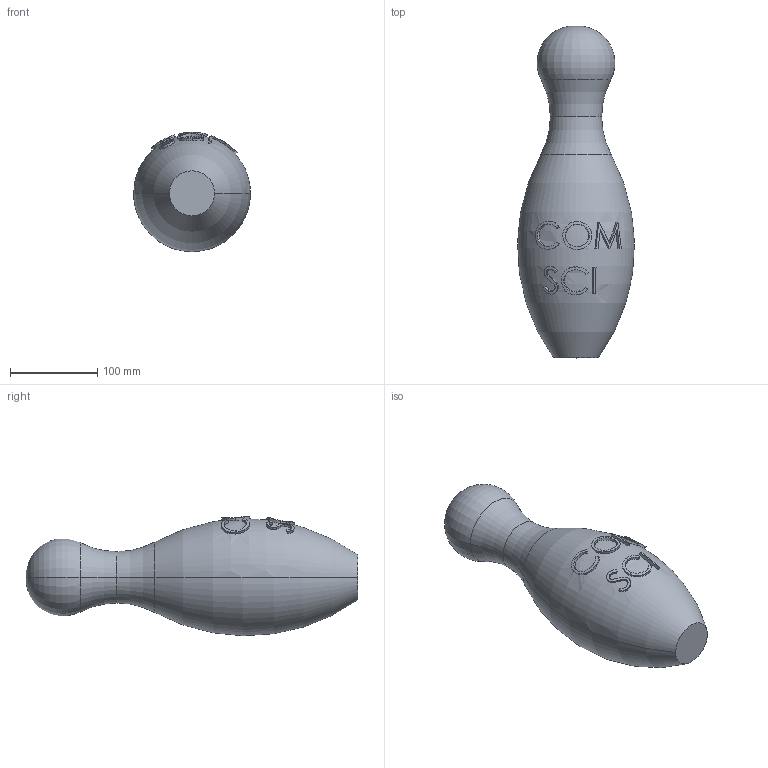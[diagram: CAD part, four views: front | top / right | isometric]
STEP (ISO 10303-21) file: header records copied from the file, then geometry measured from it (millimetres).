
FILE_DESCRIPTION (( 'STEP AP214' ), '1' );
FILE_NAME ('bowling pin.STEP', '2024-04-05T10:28:30', ( '' ), ( '' ), 'SwSTEP 2.0', 'SolidWorks 2018', '' );
FILE_SCHEMA (( 'AUTOMOTIVE_DESIGN' ));
Length unit declared in the file: millimetre
Products named in the file (1): bowling pin
Bounding box: 133.7 x 380 x 136.72 mm (x, y, z)
Volume: 2944523.1 mm3; surface area: 126216.2 mm2
Topology: 1 solids, 1 shells, 81 faces, 210 edges, 138 vertices
Faces by surface type: bspline 64, torus 15, plane 2
Entity records: 20324 total; most frequent: CARTESIAN_POINT 18862, ORIENTED_EDGE 420, EDGE_CURVE 210, B_SPLINE_CURVE_WITH_KNOTS 192, VERTEX_POINT 138, EDGE_LOOP 88, FACE_OUTER_BOUND 81, ADVANCED_FACE 81
